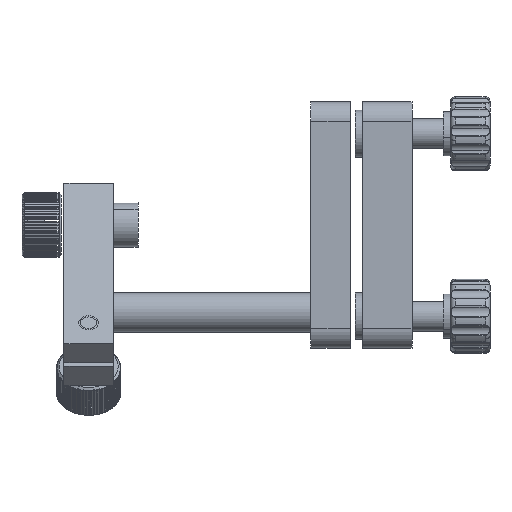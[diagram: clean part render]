
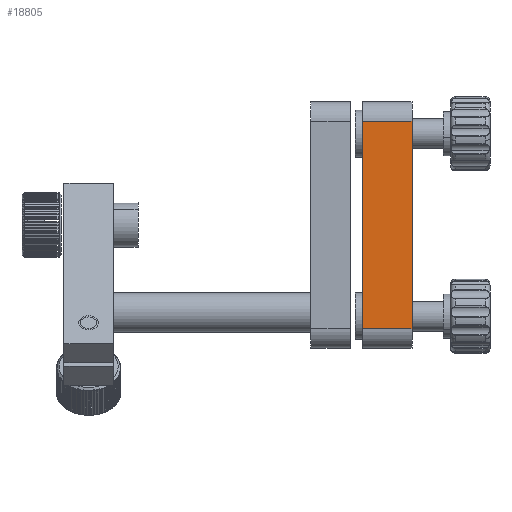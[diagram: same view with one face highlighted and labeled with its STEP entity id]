
A CAD part, left-side view. The second image highlights one B-rep face of the part: STEP entity #18805.
In plain terms, the highlighted planar face has unit normal (-1, 0, 0).
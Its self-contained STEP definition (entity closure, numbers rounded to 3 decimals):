
#1170 = EDGE_LOOP ( 'NONE', ( #16310, #7790, #18171, #5932 ) ) ;
#1194 = FACE_OUTER_BOUND ( 'NONE', #1170, .T. ) ;
#1487 = LINE ( 'NONE', #5460, #9880 ) ;
#2943 = VECTOR ( 'NONE', #5506, 1000. ) ;
#3962 = PLANE ( 'NONE',  #7797 ) ;
#5095 = EDGE_CURVE ( 'NONE', #24238, #14275, #20506, .T. ) ;
#5253 = CARTESIAN_POINT ( 'NONE',  ( -25., 10., 21. ) ) ;
#5460 = CARTESIAN_POINT ( 'NONE',  ( -25., 0., 21. ) ) ;
#5506 = DIRECTION ( 'NONE',  ( 0., 0., 1. ) ) ;
#5932 = ORIENTED_EDGE ( 'NONE', *, *, #16430, .T. ) ;
#7152 = EDGE_CURVE ( 'NONE', #20255, #14275, #1487, .T. ) ;
#7790 = ORIENTED_EDGE ( 'NONE', *, *, #5095, .F. ) ;
#7797 = AXIS2_PLACEMENT_3D ( 'NONE', #15672, #19485, #13614 ) ;
#8356 = VECTOR ( 'NONE', #16337, 1000. ) ;
#8716 = EDGE_CURVE ( 'NONE', #10458, #24238, #10748, .T. ) ;
#8996 = CARTESIAN_POINT ( 'NONE',  ( -25., 10., 21. ) ) ;
#9880 = VECTOR ( 'NONE', #20685, 1000. ) ;
#10133 = DIRECTION ( 'NONE',  ( 0., -1., 0. ) ) ;
#10458 = VERTEX_POINT ( 'NONE', #18934 ) ;
#10748 = LINE ( 'NONE', #5253, #2943 ) ;
#12168 = CARTESIAN_POINT ( 'NONE',  ( -25., 10., -21. ) ) ;
#13614 = DIRECTION ( 'NONE',  ( 0., 0., -1. ) ) ;
#14275 = VERTEX_POINT ( 'NONE', #20482 ) ;
#14472 = VECTOR ( 'NONE', #10133, 1000. ) ;
#15672 = CARTESIAN_POINT ( 'NONE',  ( -25., 10., 21. ) ) ;
#16159 = CARTESIAN_POINT ( 'NONE',  ( -25., 10., 21. ) ) ;
#16310 = ORIENTED_EDGE ( 'NONE', *, *, #7152, .T. ) ;
#16337 = DIRECTION ( 'NONE',  ( 0., -1., 0. ) ) ;
#16430 = EDGE_CURVE ( 'NONE', #10458, #20255, #18413, .T. ) ;
#18171 = ORIENTED_EDGE ( 'NONE', *, *, #8716, .F. ) ;
#18413 = LINE ( 'NONE', #12168, #14472 ) ;
#18805 = ADVANCED_FACE ( 'NONE', ( #1194 ), #3962, .F. ) ;
#18934 = CARTESIAN_POINT ( 'NONE',  ( -25., 10., -21. ) ) ;
#19485 = DIRECTION ( 'NONE',  ( 1., 0., 0. ) ) ;
#20255 = VERTEX_POINT ( 'NONE', #23414 ) ;
#20482 = CARTESIAN_POINT ( 'NONE',  ( -25., 0., 21. ) ) ;
#20506 = LINE ( 'NONE', #16159, #8356 ) ;
#20685 = DIRECTION ( 'NONE',  ( 0., 0., 1. ) ) ;
#23414 = CARTESIAN_POINT ( 'NONE',  ( -25., 0., -21. ) ) ;
#24238 = VERTEX_POINT ( 'NONE', #8996 ) ;
